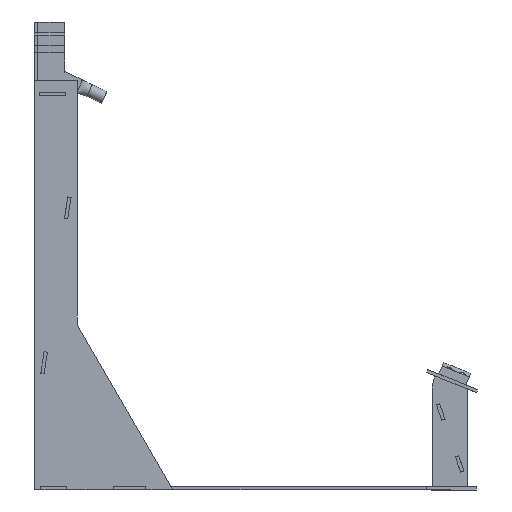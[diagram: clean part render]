
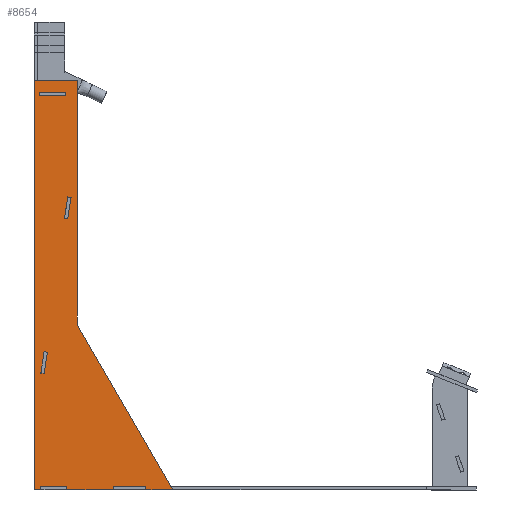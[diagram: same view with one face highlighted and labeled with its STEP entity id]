
A CAD part, left-side view. The second image highlights one B-rep face of the part: STEP entity #8654.
In plain terms, the highlighted planar face has unit normal (-1, 0, 0).
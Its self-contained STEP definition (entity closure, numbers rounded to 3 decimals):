
#206=FACE_BOUND('',#1468,.T.);
#207=FACE_BOUND('',#1469,.T.);
#208=FACE_BOUND('',#1470,.T.);
#520=PLANE('',#9261);
#973=FACE_OUTER_BOUND('',#1467,.T.);
#1467=EDGE_LOOP('',(#7725,#7726,#7727,#7728,#7729,#7730,#7731,#7732,#7733,
#7734,#7735,#7736,#7737));
#1468=EDGE_LOOP('',(#7738,#7739,#7740,#7741));
#1469=EDGE_LOOP('',(#7742,#7743,#7744,#7745));
#1470=EDGE_LOOP('',(#7746,#7747,#7748,#7749));
#2316=LINE('',#14751,#3372);
#2320=LINE('',#14759,#3376);
#2323=LINE('',#14765,#3379);
#2326=LINE('',#14771,#3382);
#2329=LINE('',#14777,#3385);
#2332=LINE('',#14784,#3388);
#2336=LINE('',#14792,#3392);
#2339=LINE('',#14798,#3395);
#2342=LINE('',#14803,#3398);
#2344=LINE('',#14808,#3400);
#2348=LINE('',#14816,#3404);
#2351=LINE('',#14822,#3407);
#2354=LINE('',#14827,#3410);
#2356=LINE('',#14832,#3412);
#2371=LINE('',#14862,#3427);
#2374=LINE('',#14867,#3430);
#2376=LINE('',#14871,#3432);
#2378=LINE('',#14874,#3434);
#2379=LINE('',#14877,#3435);
#2382=LINE('',#14882,#3438);
#2383=LINE('',#14885,#3439);
#2385=LINE('',#14889,#3441);
#2387=LINE('',#14893,#3443);
#2389=LINE('',#14896,#3445);
#2390=LINE('',#14898,#3446);
#3372=VECTOR('',#10962,10.);
#3376=VECTOR('',#10968,10.);
#3379=VECTOR('',#10973,10.);
#3382=VECTOR('',#10978,10.);
#3385=VECTOR('',#10983,10.);
#3388=VECTOR('',#10988,10.);
#3392=VECTOR('',#10994,10.);
#3395=VECTOR('',#10999,10.);
#3398=VECTOR('',#11004,10.);
#3400=VECTOR('',#11008,10.);
#3404=VECTOR('',#11014,10.);
#3407=VECTOR('',#11019,10.);
#3410=VECTOR('',#11024,10.);
#3412=VECTOR('',#11028,10.);
#3427=VECTOR('',#11047,10.);
#3430=VECTOR('',#11052,10.);
#3432=VECTOR('',#11056,10.);
#3434=VECTOR('',#11060,10.);
#3435=VECTOR('',#11063,10.);
#3438=VECTOR('',#11068,10.);
#3439=VECTOR('',#11071,10.);
#3441=VECTOR('',#11075,10.);
#3443=VECTOR('',#11079,10.);
#3445=VECTOR('',#11083,10.);
#3446=VECTOR('',#11086,10.);
#4362=VERTEX_POINT('',#14749);
#4363=VERTEX_POINT('',#14750);
#4366=VERTEX_POINT('',#14758);
#4368=VERTEX_POINT('',#14764);
#4370=VERTEX_POINT('',#14770);
#4372=VERTEX_POINT('',#14776);
#4374=VERTEX_POINT('',#14782);
#4375=VERTEX_POINT('',#14783);
#4378=VERTEX_POINT('',#14791);
#4380=VERTEX_POINT('',#14797);
#4382=VERTEX_POINT('',#14806);
#4383=VERTEX_POINT('',#14807);
#4386=VERTEX_POINT('',#14815);
#4388=VERTEX_POINT('',#14821);
#4390=VERTEX_POINT('',#14830);
#4391=VERTEX_POINT('',#14831);
#4403=VERTEX_POINT('',#14860);
#4404=VERTEX_POINT('',#14861);
#4405=VERTEX_POINT('',#14866);
#4406=VERTEX_POINT('',#14870);
#4407=VERTEX_POINT('',#14876);
#4408=VERTEX_POINT('',#14880);
#4409=VERTEX_POINT('',#14884);
#4410=VERTEX_POINT('',#14888);
#4411=VERTEX_POINT('',#14892);
#5477=EDGE_CURVE('',#4362,#4363,#2316,.T.);
#5481=EDGE_CURVE('',#4363,#4366,#2320,.T.);
#5484=EDGE_CURVE('',#4368,#4366,#2323,.T.);
#5487=EDGE_CURVE('',#4370,#4368,#2326,.T.);
#5490=EDGE_CURVE('',#4370,#4372,#2329,.F.);
#5493=EDGE_CURVE('',#4374,#4375,#2332,.T.);
#5497=EDGE_CURVE('',#4378,#4374,#2336,.T.);
#5500=EDGE_CURVE('',#4380,#4378,#2339,.T.);
#5503=EDGE_CURVE('',#4375,#4380,#2342,.T.);
#5505=EDGE_CURVE('',#4382,#4383,#2344,.T.);
#5509=EDGE_CURVE('',#4386,#4382,#2348,.T.);
#5512=EDGE_CURVE('',#4388,#4386,#2351,.T.);
#5515=EDGE_CURVE('',#4383,#4388,#2354,.T.);
#5517=EDGE_CURVE('',#4390,#4391,#2356,.T.);
#5532=EDGE_CURVE('',#4403,#4404,#2371,.T.);
#5535=EDGE_CURVE('',#4405,#4403,#2374,.T.);
#5537=EDGE_CURVE('',#4406,#4405,#2376,.T.);
#5539=EDGE_CURVE('',#4404,#4406,#2378,.T.);
#5540=EDGE_CURVE('',#4372,#4407,#2379,.T.);
#5543=EDGE_CURVE('',#4408,#4362,#2382,.T.);
#5544=EDGE_CURVE('',#4409,#4408,#2383,.T.);
#5546=EDGE_CURVE('',#4410,#4409,#2385,.T.);
#5548=EDGE_CURVE('',#4411,#4410,#2387,.T.);
#5550=EDGE_CURVE('',#4411,#4390,#2389,.T.);
#5551=EDGE_CURVE('',#4407,#4391,#2390,.T.);
#7725=ORIENTED_EDGE('',*,*,#5551,.F.);
#7726=ORIENTED_EDGE('',*,*,#5540,.F.);
#7727=ORIENTED_EDGE('',*,*,#5490,.F.);
#7728=ORIENTED_EDGE('',*,*,#5487,.T.);
#7729=ORIENTED_EDGE('',*,*,#5484,.T.);
#7730=ORIENTED_EDGE('',*,*,#5481,.F.);
#7731=ORIENTED_EDGE('',*,*,#5477,.F.);
#7732=ORIENTED_EDGE('',*,*,#5543,.F.);
#7733=ORIENTED_EDGE('',*,*,#5544,.F.);
#7734=ORIENTED_EDGE('',*,*,#5546,.F.);
#7735=ORIENTED_EDGE('',*,*,#5548,.F.);
#7736=ORIENTED_EDGE('',*,*,#5550,.T.);
#7737=ORIENTED_EDGE('',*,*,#5517,.T.);
#7738=ORIENTED_EDGE('',*,*,#5493,.T.);
#7739=ORIENTED_EDGE('',*,*,#5503,.T.);
#7740=ORIENTED_EDGE('',*,*,#5500,.T.);
#7741=ORIENTED_EDGE('',*,*,#5497,.T.);
#7742=ORIENTED_EDGE('',*,*,#5505,.T.);
#7743=ORIENTED_EDGE('',*,*,#5515,.T.);
#7744=ORIENTED_EDGE('',*,*,#5512,.T.);
#7745=ORIENTED_EDGE('',*,*,#5509,.T.);
#7746=ORIENTED_EDGE('',*,*,#5539,.F.);
#7747=ORIENTED_EDGE('',*,*,#5532,.F.);
#7748=ORIENTED_EDGE('',*,*,#5535,.F.);
#7749=ORIENTED_EDGE('',*,*,#5537,.F.);
#8654=ADVANCED_FACE('',(#973,#206,#207,#208),#520,.F.);
#9261=AXIS2_PLACEMENT_3D('',#14899,#11087,#11088);
#10962=DIRECTION('',(0.,-0.866,0.5));
#10968=DIRECTION('',(0.,0.,-1.));
#10973=DIRECTION('',(0.,-1.,0.));
#10978=DIRECTION('',(0.,0.,1.));
#10983=DIRECTION('',(0.,1.,0.));
#10988=DIRECTION('',(0.,0.151,-0.989));
#10994=DIRECTION('',(0.,-0.989,-0.151));
#10999=DIRECTION('',(0.,-0.151,0.989));
#11004=DIRECTION('',(0.,0.989,0.151));
#11008=DIRECTION('',(0.,0.989,0.151));
#11014=DIRECTION('',(0.,0.151,-0.989));
#11019=DIRECTION('',(0.,-0.989,-0.151));
#11024=DIRECTION('',(0.,-0.151,0.989));
#11028=DIRECTION('',(0.,0.,1.));
#11047=DIRECTION('',(0.,-1.,0.));
#11052=DIRECTION('',(0.,0.,-1.));
#11056=DIRECTION('',(0.,1.,0.));
#11060=DIRECTION('',(0.,0.,1.));
#11063=DIRECTION('',(0.,0.,-1.));
#11068=DIRECTION('',(0.,-1.,0.));
#11071=DIRECTION('',(0.,0.,1.));
#11075=DIRECTION('',(0.,1.,0.));
#11079=DIRECTION('',(0.,0.,-1.));
#11083=DIRECTION('',(0.,1.,0.));
#11086=DIRECTION('',(0.,1.,0.));
#11087=DIRECTION('center_axis',(1.,0.,0.));
#11088=DIRECTION('ref_axis',(0.,0.,-1.));
#14749=CARTESIAN_POINT('',(-28.,153.,-370.));
#14750=CARTESIAN_POINT('',(-28.,0.,-281.665));
#14751=CARTESIAN_POINT('',(-28.,153.,-370.));
#14758=CARTESIAN_POINT('',(-28.,0.,-306.615));
#14759=CARTESIAN_POINT('',(-28.,0.,-281.665));
#14764=CARTESIAN_POINT('',(-28.,3.05,-306.615));
#14765=CARTESIAN_POINT('',(-28.,96.5,-306.615));
#14770=CARTESIAN_POINT('',(-28.,3.05,-336.715));
#14771=CARTESIAN_POINT('',(-28.,3.05,-363.333));
#14776=CARTESIAN_POINT('',(-28.,0.,-336.715));
#14777=CARTESIAN_POINT('',(-28.,95.,-336.715));
#14782=CARTESIAN_POINT('',(-28.,251.467,-379.035));
#14783=CARTESIAN_POINT('',(-28.,251.935,-382.099));
#14784=CARTESIAN_POINT('',(-28.,251.586,-379.813));
#14791=CARTESIAN_POINT('',(-28.,271.338,-376.005));
#14792=CARTESIAN_POINT('',(-28.,230.55,-382.224));
#14797=CARTESIAN_POINT('',(-28.,271.805,-379.069));
#14798=CARTESIAN_POINT('',(-28.,271.69,-378.315));
#14803=CARTESIAN_POINT('',(-28.,221.082,-386.804));
#14806=CARTESIAN_POINT('',(-28.,108.342,-403.995));
#14807=CARTESIAN_POINT('',(-28.,128.212,-400.965));
#14808=CARTESIAN_POINT('',(-28.,149.286,-397.752));
#14815=CARTESIAN_POINT('',(-28.,107.875,-400.931));
#14816=CARTESIAN_POINT('',(-28.,107.993,-401.709));
#14821=CARTESIAN_POINT('',(-28.,127.745,-397.901));
#14822=CARTESIAN_POINT('',(-28.,158.754,-393.172));
#14827=CARTESIAN_POINT('',(-28.,128.097,-400.211));
#14830=CARTESIAN_POINT('',(-28.,3.05,-404.05));
#14831=CARTESIAN_POINT('',(-28.,3.05,-379.95));
#14832=CARTESIAN_POINT('',(-28.,3.05,-384.975));
#14860=CARTESIAN_POINT('',(-28.,369.05,-405.26));
#14861=CARTESIAN_POINT('',(-28.,365.95,-405.26));
#14862=CARTESIAN_POINT('',(-28.,369.05,-405.26));
#14866=CARTESIAN_POINT('',(-28.,369.05,-381.16));
#14867=CARTESIAN_POINT('',(-28.,369.05,-381.16));
#14870=CARTESIAN_POINT('',(-28.,365.95,-381.16));
#14871=CARTESIAN_POINT('',(-28.,365.95,-381.16));
#14874=CARTESIAN_POINT('',(-28.,365.95,-405.26));
#14876=CARTESIAN_POINT('',(-28.,0.,-379.95));
#14877=CARTESIAN_POINT('',(-28.,0.,-281.665));
#14880=CARTESIAN_POINT('',(-28.,380.,-370.));
#14882=CARTESIAN_POINT('',(-28.,380.,-370.));
#14884=CARTESIAN_POINT('',(-28.,380.,-410.));
#14885=CARTESIAN_POINT('',(-28.,380.,-410.));
#14888=CARTESIAN_POINT('',(-28.,0.,-410.));
#14889=CARTESIAN_POINT('',(-28.,0.,-410.));
#14892=CARTESIAN_POINT('',(-28.,0.,-404.05));
#14893=CARTESIAN_POINT('',(-28.,0.,0.));
#14896=CARTESIAN_POINT('',(-28.,96.5,-404.05));
#14898=CARTESIAN_POINT('',(-28.,0.,-379.95));
#14899=CARTESIAN_POINT('Origin',(-28.,190.,-390.));
